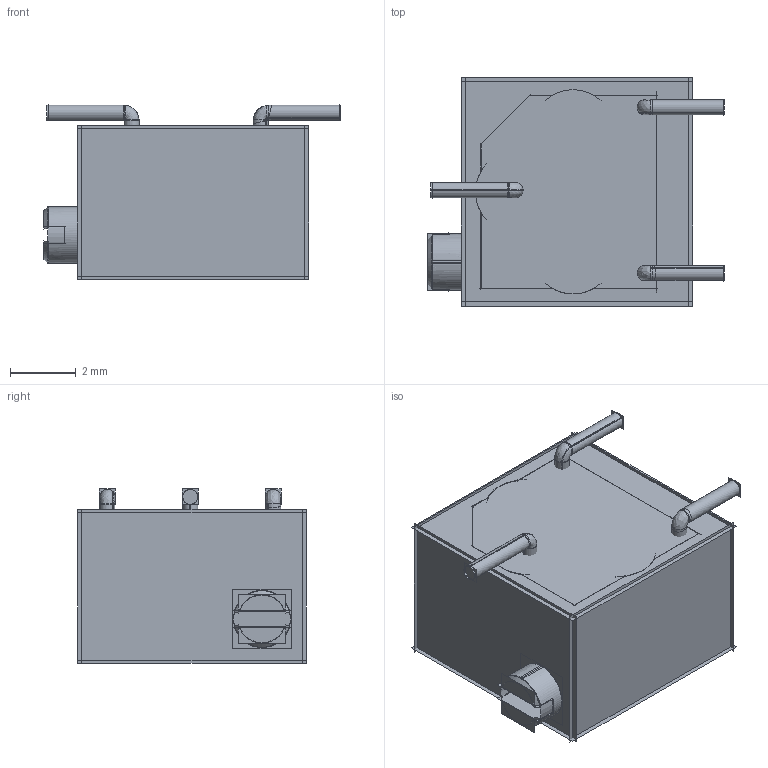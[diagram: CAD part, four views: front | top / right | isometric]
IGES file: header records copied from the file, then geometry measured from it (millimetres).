
Start section:  PTC IGES file: 3269P.igs
Global section: file name: 3269P.igs; native system: Creo Parametric by Parametric Technology Corporation; preprocessor: 2012230; author: stevec; organization: Unknown; date: 20121025.131916; units: inch
Bounding box: 9.05 x 6.97 x 5.31 mm (x, y, z)
Surface area: 11227.3 mm2
Topology: 6 solids, 6 shells, 158 faces, 826 edges, 1116 vertices
Faces by surface type: revolution 92, bspline 66
